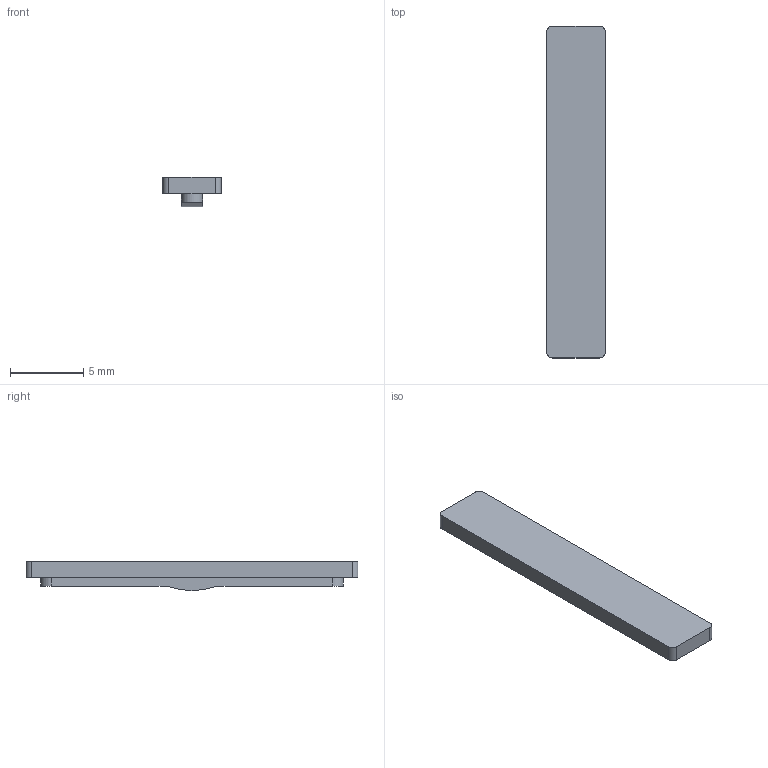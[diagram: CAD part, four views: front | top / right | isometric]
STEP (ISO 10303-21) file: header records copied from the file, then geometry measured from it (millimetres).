
FILE_DESCRIPTION(('CATIA V5R19 STEP'),'2;1');
FILE_NAME ('D1451954_0', '2015-02-17T10:54:29+00:00', ('Weidmueller Interface'), ('Weidmueller'), 'CATIA Version 5 Release 20 SP 5 (IN-10)', 'CATIA V5 STEP AP214', 'none');
FILE_SCHEMA(('AUTOMOTIVE_DESIGN { 1 0 10303 214 1 1 1 1 }'));
Length unit declared in the file: millimetre
Products named in the file (1): TM-I 23
Bounding box: 4 x 22.7 x 2 mm (x, y, z)
Volume: 118.5 mm3; surface area: 266.6 mm2
Topology: 1 solids, 1 shells, 17 faces, 42 edges, 28 vertices
Faces by surface type: plane 10, cylinder 7
Entity records: 514 total; most frequent: CARTESIAN_POINT 87, ORIENTED_EDGE 84, DIRECTION 74, EDGE_CURVE 42, AXIS2_PLACEMENT_3D 31, VECTOR 28, LINE 28, VERTEX_POINT 28
